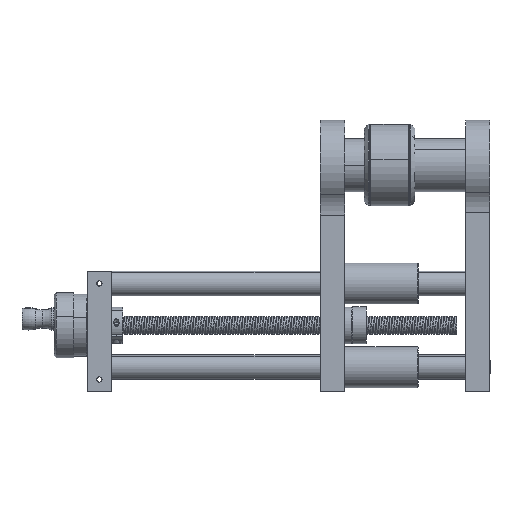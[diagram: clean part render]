
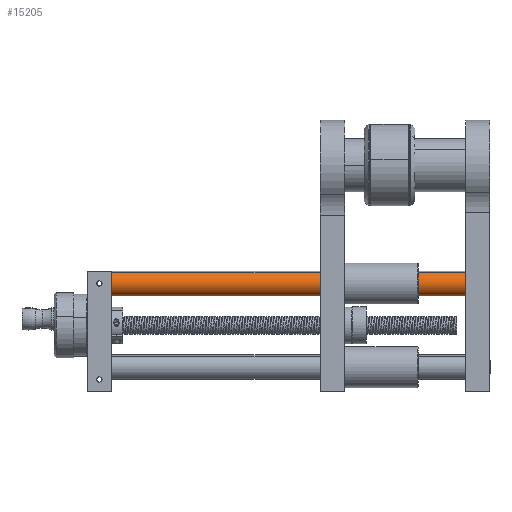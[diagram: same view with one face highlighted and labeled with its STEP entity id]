
A CAD part, left-side view. The second image highlights one B-rep face of the part: STEP entity #15205.
In plain terms, the highlighted cylindrical face has radius 9.525 mm (diameter 19.05 mm), a partial arc.
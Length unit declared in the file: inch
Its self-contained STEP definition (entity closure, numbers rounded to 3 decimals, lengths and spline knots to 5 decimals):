
#29 = CARTESIAN_POINT ( 'NONE',  ( -0.19143, 11.583, -3.30254 ) ) ;
#2433 = FACE_OUTER_BOUND ( 'NONE', #33030, .T. ) ;
#2608 = EDGE_CURVE ( 'NONE', #26907, #18929, #34175, .T. ) ;
#3805 = CARTESIAN_POINT ( 'NONE',  ( 0.19143, 11.583, -3.94746 ) ) ;
#4118 = VERTEX_POINT ( 'NONE', #38294 ) ;
#5766 = DIRECTION ( 'NONE',  ( -0.51, 0., 0.86 ) ) ;
#7314 = CARTESIAN_POINT ( 'NONE',  ( 0.19143, 0.75, -3.94746 ) ) ;
#9060 = ORIENTED_EDGE ( 'NONE', *, *, #29761, .F. ) ;
#10361 = AXIS2_PLACEMENT_3D ( 'NONE', #28355, #28142, #5766 ) ;
#11462 = CARTESIAN_POINT ( 'NONE',  ( -0.19143, 0.75, -3.30254 ) ) ;
#12519 = CYLINDRICAL_SURFACE ( 'NONE', #17098, 0.375 ) ;
#12722 = DIRECTION ( 'NONE',  ( 0., 1., 0. ) ) ;
#14479 = DIRECTION ( 'NONE',  ( 0., 1., 0. ) ) ;
#15205 = ADVANCED_FACE ( 'NONE', ( #2433 ), #12519, .T. ) ;
#17098 = AXIS2_PLACEMENT_3D ( 'NONE', #38293, #12722, #41322 ) ;
#17170 = ORIENTED_EDGE ( 'NONE', *, *, #2608, .T. ) ;
#18720 = ORIENTED_EDGE ( 'NONE', *, *, #40080, .F. ) ;
#18929 = VERTEX_POINT ( 'NONE', #29 ) ;
#20266 = VECTOR ( 'NONE', #38185, 39.37008 ) ;
#20654 = LINE ( 'NONE', #7314, #39754 ) ;
#24359 = DIRECTION ( 'NONE',  ( -0.51, 0., 0.86 ) ) ;
#24811 = CIRCLE ( 'NONE', #10361, 0.375 ) ;
#25108 = CARTESIAN_POINT ( 'NONE',  ( -0.19143, 0.75, -3.30254 ) ) ;
#26907 = VERTEX_POINT ( 'NONE', #11462 ) ;
#28142 = DIRECTION ( 'NONE',  ( 0., 1., 0. ) ) ;
#28355 = CARTESIAN_POINT ( 'NONE',  ( 0., 11.583, -3.625 ) ) ;
#28786 = EDGE_CURVE ( 'NONE', #4118, #26907, #41786, .T. ) ;
#29761 = EDGE_CURVE ( 'NONE', #4118, #31092, #20654, .T. ) ;
#31023 = CARTESIAN_POINT ( 'NONE',  ( 0., 0.75, -3.625 ) ) ;
#31092 = VERTEX_POINT ( 'NONE', #3805 ) ;
#32872 = AXIS2_PLACEMENT_3D ( 'NONE', #31023, #14479, #24359 ) ;
#33030 = EDGE_LOOP ( 'NONE', ( #9060, #33649, #17170, #18720 ) ) ;
#33537 = DIRECTION ( 'NONE',  ( 0., 1., 0. ) ) ;
#33649 = ORIENTED_EDGE ( 'NONE', *, *, #28786, .T. ) ;
#34175 = LINE ( 'NONE', #25108, #20266 ) ;
#38185 = DIRECTION ( 'NONE',  ( 0., 1., 0. ) ) ;
#38293 = CARTESIAN_POINT ( 'NONE',  ( 0., 0.75, -3.625 ) ) ;
#38294 = CARTESIAN_POINT ( 'NONE',  ( 0.19143, 0.75, -3.94746 ) ) ;
#39754 = VECTOR ( 'NONE', #33537, 39.37008 ) ;
#40080 = EDGE_CURVE ( 'NONE', #31092, #18929, #24811, .T. ) ;
#41322 = DIRECTION ( 'NONE',  ( -0.51, 0., 0.86 ) ) ;
#41786 = CIRCLE ( 'NONE', #32872, 0.375 ) ;
